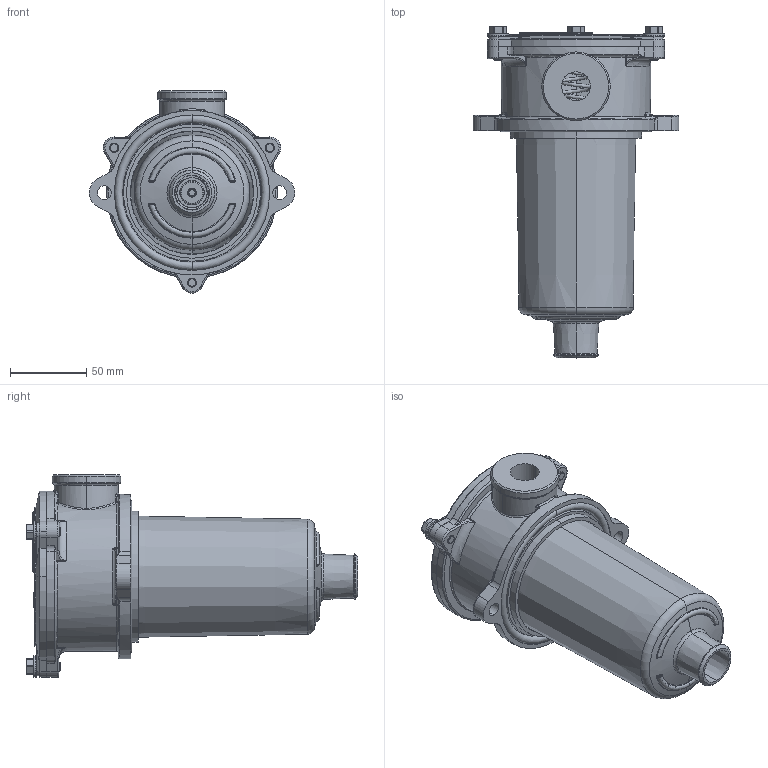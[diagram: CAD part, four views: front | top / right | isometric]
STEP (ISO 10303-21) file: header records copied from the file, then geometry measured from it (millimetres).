
FILE_DESCRIPTION(/* description */ ('Unknown'),/* implementation_level */ '2;1');
FILE_NAME(/* name */ 'OF.50115-001',/* time_stamp */ '2023-07-27T11:28:26+02:00',/* author */ ('Unknown'),/* organization */ ('Unknown'),/* preprocessor_version */ 'ST-DEVELOPER v18.102',/* originating_system */ 'Solid Edge',/* authorisation */ 'Unknown');
FILE_SCHEMA (('AUTOMOTIVE_DESIGN {1 0 10303 214 3 1 1}'));
Length unit declared in the file: millimetre
Products named in the file (11): 446_OMTF112-NA; OMTF11-03-2-P; D11-01_0; OMTF11-02-A_2; OR4112_2; OR4400_2; OR6325_2; OR6362_2; VI-6016_3; GR18-GC_4; OMTF-MOLLA-2_2
Assembly tree (12 placements, depth 2):
  446_OMTF112-NA
    OMTF11-03-2-P
    D11-01_0
    OMTF11-02-A_2
    OR4112_2
    OR4400_2
    OR6325_2
    OR6362_2
    VI-6016_3  x3
    GR18-GC_4
    OMTF-MOLLA-2_2
Bounding box: 135 x 217.76 x 133.1 mm (x, y, z)
Volume: 255461.3 mm3; surface area: 194686.7 mm2
Topology: 12 solids, 12 shells, 866 faces, 1966 edges, 1097 vertices
Faces by surface type: cylinder 301, plane 218, torus 197, cone 68, bspline 50, sphere 32
Entity records: 26791 total; most frequent: CARTESIAN_POINT 9865, DIRECTION 3672, ORIENTED_EDGE 3400, EDGE_CURVE 1700, AXIS2_PLACEMENT_3D 1561, VERTEX_POINT 975, CIRCLE 840, EDGE_LOOP 803
